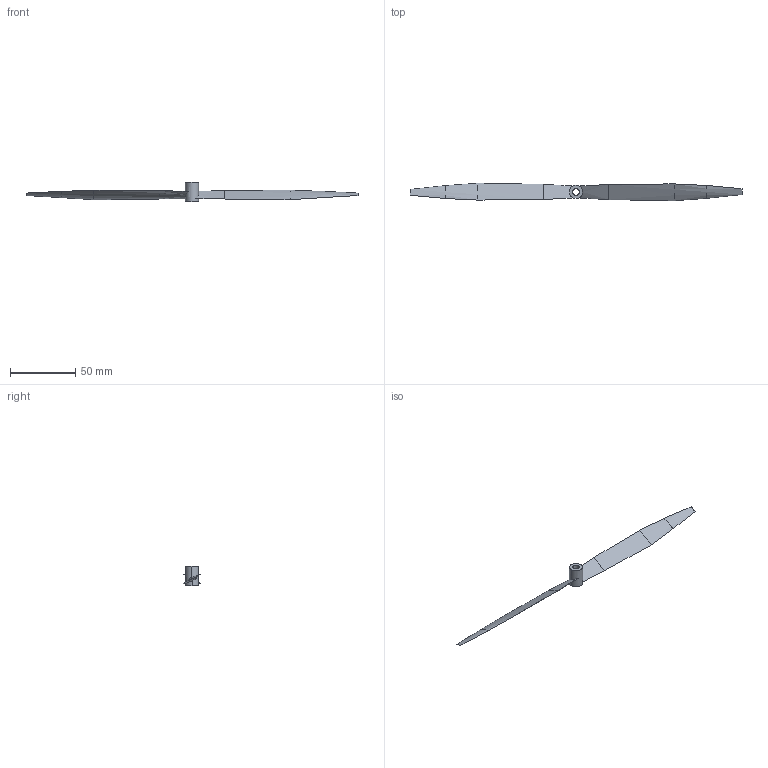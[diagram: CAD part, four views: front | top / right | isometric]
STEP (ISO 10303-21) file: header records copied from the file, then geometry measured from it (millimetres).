
FILE_DESCRIPTION (( 'STEP AP203' ), '1' );
FILE_NAME ('10inchprop_Default_sldprt.STEP', '2021-12-10T06:52:22', ( '' ), ( '' ), 'SwSTEP 2.0', 'SolidWorks 2020', '' );
FILE_SCHEMA (( 'CONFIG_CONTROL_DESIGN' ));
Length unit declared in the file: millimetre
Products named in the file (1): 10inchprop_Default_sldprt
Bounding box: 254 x 13.34 x 15 mm (x, y, z)
Volume: 3588 mm3; surface area: 6822.3 mm2
Topology: 1 solids, 1 shells, 24 faces, 54 edges, 32 vertices
Faces by surface type: bspline 16, cylinder 4, plane 4
Entity records: 1087 total; most frequent: CARTESIAN_POINT 551, ORIENTED_EDGE 108, DIRECTION 64, EDGE_CURVE 54, VERTEX_POINT 32, EDGE_LOOP 26, FACE_OUTER_BOUND 24, ADVANCED_FACE 24
